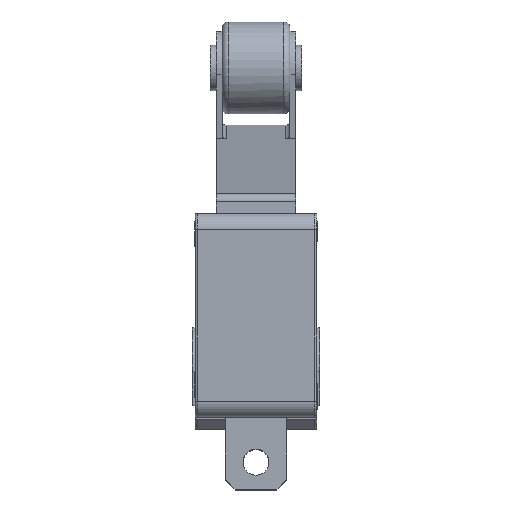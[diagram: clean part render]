
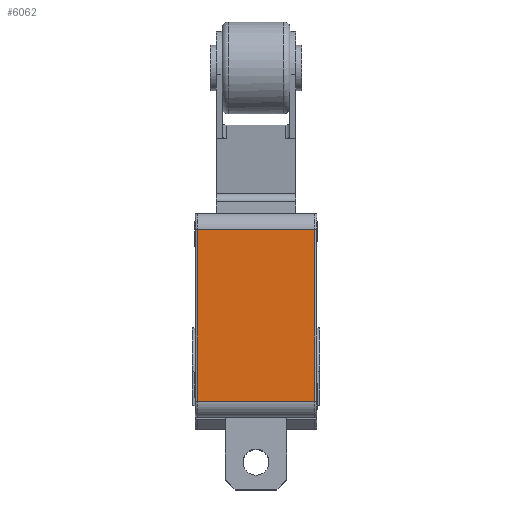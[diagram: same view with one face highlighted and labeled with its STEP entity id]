
A CAD part, top view. The second image highlights one B-rep face of the part: STEP entity #6062.
In plain terms, the highlighted planar face has unit normal (0, 0, 1).
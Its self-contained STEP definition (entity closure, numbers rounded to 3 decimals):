
#570=FACE_OUTER_BOUND('',#914,.T.);
#914=EDGE_LOOP('',(#4848,#4849,#4850,#4851));
#1404=LINE('',#10684,#1964);
#1422=LINE('',#10739,#1982);
#1423=LINE('',#10741,#1983);
#1424=LINE('',#10742,#1984);
#1964=VECTOR('',#7136,10.);
#1982=VECTOR('',#7194,10.);
#1983=VECTOR('',#7195,10.);
#1984=VECTOR('',#7196,10.);
#2780=VERTEX_POINT('',#10676);
#2782=VERTEX_POINT('',#10682);
#2799=VERTEX_POINT('',#10738);
#2800=VERTEX_POINT('',#10740);
#3552=EDGE_CURVE('',#2782,#2780,#1404,.T.);
#3580=EDGE_CURVE('',#2799,#2782,#1422,.T.);
#3581=EDGE_CURVE('',#2800,#2799,#1423,.T.);
#3582=EDGE_CURVE('',#2780,#2800,#1424,.T.);
#4848=ORIENTED_EDGE('',*,*,#3552,.F.);
#4849=ORIENTED_EDGE('',*,*,#3580,.F.);
#4850=ORIENTED_EDGE('',*,*,#3581,.F.);
#4851=ORIENTED_EDGE('',*,*,#3582,.F.);
#5772=PLANE('',#6356);
#6062=ADVANCED_FACE('',(#570),#5772,.T.);
#6356=AXIS2_PLACEMENT_3D('',#10737,#7192,#7193);
#7136=DIRECTION('',(0.,1.,0.));
#7192=DIRECTION('center_axis',(0.,0.,1.));
#7193=DIRECTION('ref_axis',(0.,-1.,0.));
#7194=DIRECTION('',(-1.,0.,0.));
#7195=DIRECTION('',(0.,-1.,0.));
#7196=DIRECTION('',(1.,0.,0.));
#10676=CARTESIAN_POINT('',(-2.95,9.4,0.));
#10682=CARTESIAN_POINT('',(-2.95,0.8,0.));
#10684=CARTESIAN_POINT('',(-2.95,7.107,0.));
#10737=CARTESIAN_POINT('Origin',(0.,9.45,0.));
#10738=CARTESIAN_POINT('',(2.95,0.8,0.));
#10739=CARTESIAN_POINT('',(0.,0.8,0.));
#10740=CARTESIAN_POINT('',(2.95,9.4,0.));
#10741=CARTESIAN_POINT('',(2.95,7.107,0.));
#10742=CARTESIAN_POINT('',(0.,9.4,0.));
